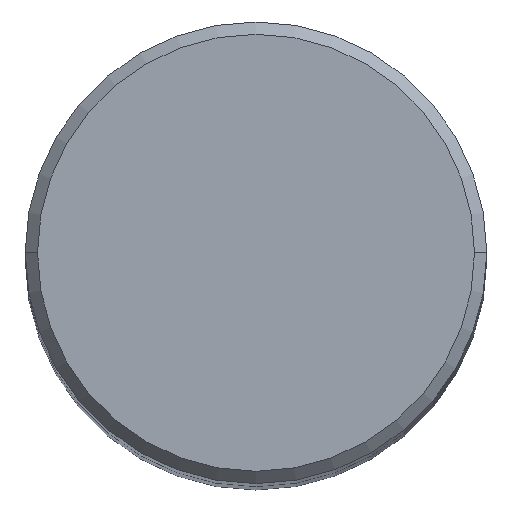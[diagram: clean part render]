
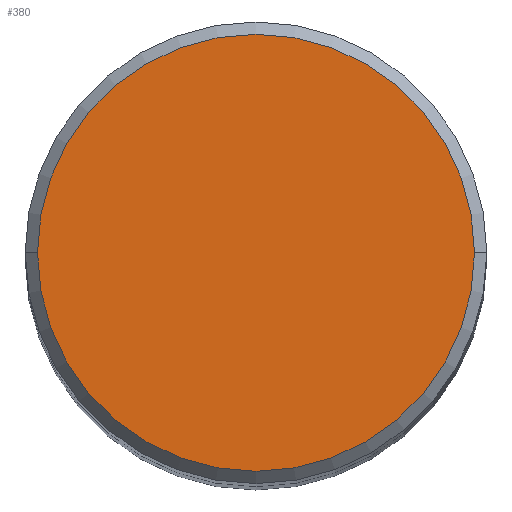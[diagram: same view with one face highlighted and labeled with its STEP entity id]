
A CAD part, top view. The second image highlights one B-rep face of the part: STEP entity #380.
In plain terms, the highlighted planar face has unit normal (0, 0, 1).
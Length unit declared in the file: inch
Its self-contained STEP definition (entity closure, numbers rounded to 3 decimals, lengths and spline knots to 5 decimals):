
#2 = CARTESIAN_POINT ( 'NONE',  ( -0.355, 0., 0. ) ) ;
#3 = FACE_OUTER_BOUND ( 'NONE', #432, .T. ) ;
#13 = AXIS2_PLACEMENT_3D ( 'NONE', #69, #159, #275 ) ;
#33 = VERTEX_POINT ( 'NONE', #2 ) ;
#40 = CARTESIAN_POINT ( 'NONE',  ( 0.355, 0., 0. ) ) ;
#45 = VERTEX_POINT ( 'NONE', #40 ) ;
#46 = CARTESIAN_POINT ( 'NONE',  ( 0., 0.355, 0. ) ) ;
#69 = CARTESIAN_POINT ( 'NONE',  ( 0., 0., 0. ) ) ;
#82 = EDGE_CURVE ( 'NONE', #45, #33, #284, .T. ) ;
#122 = DIRECTION ( 'NONE',  ( 1., 0., 0. ) ) ;
#159 = DIRECTION ( 'NONE',  ( 0., 0., 1. ) ) ;
#172 = EDGE_CURVE ( 'NONE', #33, #45, #439, .T. ) ;
#213 = AXIS2_PLACEMENT_3D ( 'NONE', #46, #349, #392 ) ;
#238 = ORIENTED_EDGE ( 'NONE', *, *, #82, .T. ) ;
#247 = AXIS2_PLACEMENT_3D ( 'NONE', #364, #361, #122 ) ;
#272 = ORIENTED_EDGE ( 'NONE', *, *, #172, .T. ) ;
#275 = DIRECTION ( 'NONE',  ( 1., 0., 0. ) ) ;
#284 = CIRCLE ( 'NONE', #13, 0.355 ) ;
#349 = DIRECTION ( 'NONE',  ( 0., 0., -1. ) ) ;
#361 = DIRECTION ( 'NONE',  ( 0., 0., 1. ) ) ;
#364 = CARTESIAN_POINT ( 'NONE',  ( 0., 0., 0. ) ) ;
#380 = ADVANCED_FACE ( 'NONE', ( #3 ), #390, .F. ) ;
#390 = PLANE ( 'NONE',  #213 ) ;
#392 = DIRECTION ( 'NONE',  ( -1., 0., 0. ) ) ;
#432 = EDGE_LOOP ( 'NONE', ( #272, #238 ) ) ;
#439 = CIRCLE ( 'NONE', #247, 0.355 ) ;
